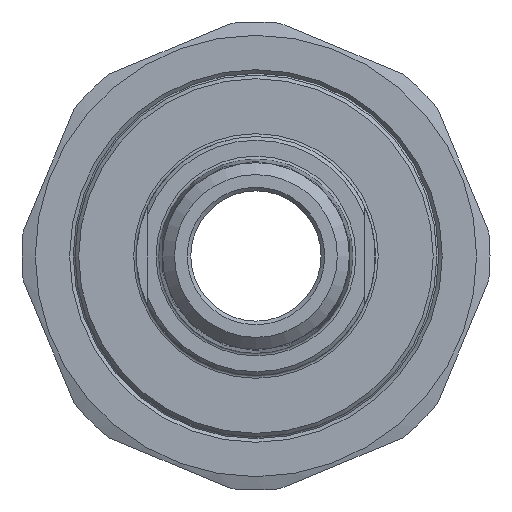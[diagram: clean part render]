
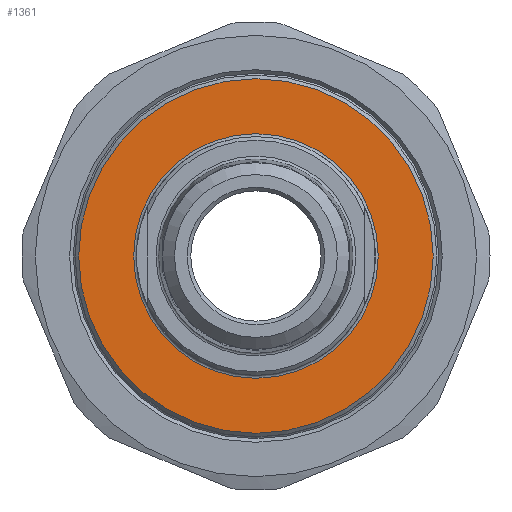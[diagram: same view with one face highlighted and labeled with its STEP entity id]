
A CAD part, left-side view. The second image highlights one B-rep face of the part: STEP entity #1361.
In plain terms, the highlighted planar face has unit normal (-1, 0, 0).
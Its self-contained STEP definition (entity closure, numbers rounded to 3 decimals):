
#46=FACE_BOUND('',#294,.T.);
#134=PLANE('',#1603);
#202=FACE_OUTER_BOUND('',#293,.T.);
#293=EDGE_LOOP('',(#1190));
#294=EDGE_LOOP('',(#1191));
#523=CIRCLE('',#1601,16.9);
#525=CIRCLE('',#1604,24.5);
#658=VERTEX_POINT('',#2497);
#659=VERTEX_POINT('',#2502);
#842=EDGE_CURVE('',#658,#658,#523,.T.);
#844=EDGE_CURVE('',#659,#659,#525,.T.);
#1190=ORIENTED_EDGE('',*,*,#844,.F.);
#1191=ORIENTED_EDGE('',*,*,#842,.F.);
#1361=ADVANCED_FACE('',(#202,#46),#134,.T.);
#1601=AXIS2_PLACEMENT_3D('',#2499,#2005,#2006);
#1603=AXIS2_PLACEMENT_3D('',#2501,#2009,#2010);
#1604=AXIS2_PLACEMENT_3D('',#2503,#2011,#2012);
#2005=DIRECTION('center_axis',(-1.,0.,0.));
#2006=DIRECTION('ref_axis',(0.,-1.,0.));
#2009=DIRECTION('center_axis',(-1.,0.,0.));
#2010=DIRECTION('ref_axis',(0.,0.,1.));
#2011=DIRECTION('center_axis',(1.,0.,0.));
#2012=DIRECTION('ref_axis',(0.,-1.,0.));
#2497=CARTESIAN_POINT('',(-13.5,0.,16.9));
#2499=CARTESIAN_POINT('Origin',(-13.5,0.,0.));
#2501=CARTESIAN_POINT('Origin',(-13.5,25.,0.));
#2502=CARTESIAN_POINT('',(-13.5,24.5,0.));
#2503=CARTESIAN_POINT('Origin',(-13.5,0.,0.));
